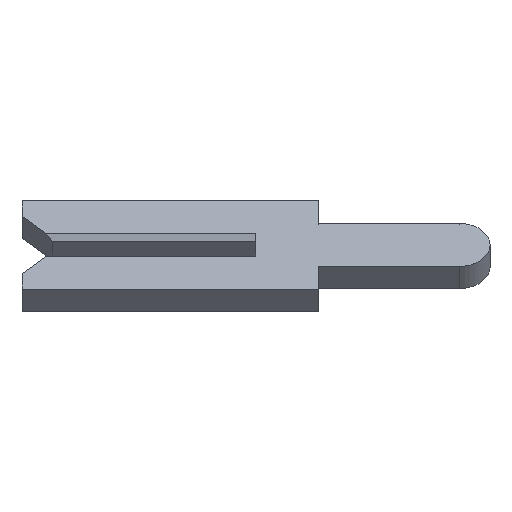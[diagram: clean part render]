
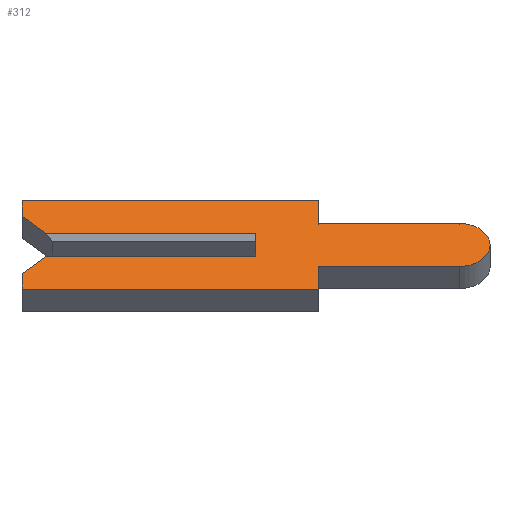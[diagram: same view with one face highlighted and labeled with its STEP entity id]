
A CAD part, left-side view. The second image highlights one B-rep face of the part: STEP entity #312.
In plain terms, the highlighted face is planar.
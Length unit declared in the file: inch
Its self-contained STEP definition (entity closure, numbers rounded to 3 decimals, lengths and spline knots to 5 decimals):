
#11 = EDGE_LOOP ( 'NONE', ( #146, #863, #306, #67, #511, #401, #492, #483, #874, #389, #481, #33, #288, #20 ) ) ;
#20 = ORIENTED_EDGE ( 'NONE', *, *, #568, .F. ) ;
#33 = ORIENTED_EDGE ( 'NONE', *, *, #157, .F. ) ;
#35 = CARTESIAN_POINT ( 'NONE',  ( -0.01, 0.15, 0.01 ) ) ;
#46 = DIRECTION ( 'NONE',  ( 0., -1., 0. ) ) ;
#53 = VECTOR ( 'NONE', #488, 39.37008 ) ;
#67 = ORIENTED_EDGE ( 'NONE', *, *, #720, .F. ) ;
#78 = DIRECTION ( 'NONE',  ( 0., -1., 0. ) ) ;
#79 = VERTEX_POINT ( 'NONE', #257 ) ;
#80 = DIRECTION ( 'NONE',  ( 0., 0., -1. ) ) ;
#89 = CARTESIAN_POINT ( 'NONE',  ( -0.01, 0.1305, -0.0065 ) ) ;
#95 = VERTEX_POINT ( 'NONE', #865 ) ;
#103 = EDGE_CURVE ( 'NONE', #839, #280, #832, .T. ) ;
#107 = EDGE_CURVE ( 'NONE', #79, #535, #278, .T. ) ;
#112 = CARTESIAN_POINT ( 'NONE',  ( -0.01, 0.134, 0.01 ) ) ;
#120 = VECTOR ( 'NONE', #80, 39.37008 ) ;
#125 = VECTOR ( 'NONE', #355, 39.37008 ) ;
#128 = CARTESIAN_POINT ( 'NONE',  ( -0.01, -0.04, 0.04 ) ) ;
#144 = CARTESIAN_POINT ( 'NONE',  ( -0.01, -0.1305, -0.01 ) ) ;
#145 = CIRCLE ( 'NONE', #789, 0.0195 ) ;
#146 = ORIENTED_EDGE ( 'NONE', *, *, #103, .T. ) ;
#150 = EDGE_CURVE ( 'NONE', #328, #781, #597, .T. ) ;
#157 = EDGE_CURVE ( 'NONE', #793, #651, #769, .T. ) ;
#158 = CARTESIAN_POINT ( 'NONE',  ( -0.01, -0.04, 0.0195 ) ) ;
#167 = CARTESIAN_POINT ( 'NONE',  ( -0.01, 0.15, 0.026 ) ) ;
#182 = DIRECTION ( 'NONE',  ( 0., 0., 1. ) ) ;
#192 = LINE ( 'NONE', #519, #688 ) ;
#210 = DIRECTION ( 'NONE',  ( 0., -1., 0. ) ) ;
#214 = DIRECTION ( 'NONE',  ( 0., -1., 0. ) ) ;
#216 = EDGE_CURVE ( 'NONE', #651, #440, #830, .T. ) ;
#219 = CARTESIAN_POINT ( 'NONE',  ( -0.01, 0., -0.01 ) ) ;
#228 = CARTESIAN_POINT ( 'NONE',  ( -0.01, 0.1305, 0.0065 ) ) ;
#238 = VERTEX_POINT ( 'NONE', #819 ) ;
#240 = CARTESIAN_POINT ( 'NONE',  ( -0.01, 0.15, -0.04 ) ) ;
#243 = AXIS2_PLACEMENT_3D ( 'NONE', #626, #490, #689 ) ;
#246 = CARTESIAN_POINT ( 'NONE',  ( -0.01, 0., 0.0065 ) ) ;
#247 = CARTESIAN_POINT ( 'NONE',  ( -0.01, -0.04, -0.0195 ) ) ;
#248 = VECTOR ( 'NONE', #214, 39.37008 ) ;
#257 = CARTESIAN_POINT ( 'NONE',  ( -0.01, -0.1305, -0.0195 ) ) ;
#263 = LINE ( 'NONE', #437, #425 ) ;
#272 = DIRECTION ( 'NONE',  ( 0., 0., -1. ) ) ;
#278 = LINE ( 'NONE', #247, #53 ) ;
#280 = VERTEX_POINT ( 'NONE', #287 ) ;
#287 = CARTESIAN_POINT ( 'NONE',  ( -0.01, 0., 0.01 ) ) ;
#288 = ORIENTED_EDGE ( 'NONE', *, *, #802, .F. ) ;
#301 = CARTESIAN_POINT ( 'NONE',  ( -0.01, -0.04, -0.04 ) ) ;
#305 = LINE ( 'NONE', #89, #671 ) ;
#306 = ORIENTED_EDGE ( 'NONE', *, *, #396, .F. ) ;
#312 = ADVANCED_FACE ( 'NONE', ( #673 ), #894, .F. ) ;
#316 = VECTOR ( 'NONE', #501, 39.37008 ) ;
#325 = CARTESIAN_POINT ( 'NONE',  ( -0.01, 0.15, -0.026 ) ) ;
#328 = VERTEX_POINT ( 'NONE', #828 ) ;
#329 = VERTEX_POINT ( 'NONE', #219 ) ;
#355 = DIRECTION ( 'NONE',  ( 0., 1., 0. ) ) ;
#375 = CARTESIAN_POINT ( 'NONE',  ( -0.01, -0.04, -0.0195 ) ) ;
#377 = LINE ( 'NONE', #494, #585 ) ;
#389 = ORIENTED_EDGE ( 'NONE', *, *, #503, .F. ) ;
#390 = EDGE_CURVE ( 'NONE', #781, #766, #377, .T. ) ;
#396 = EDGE_CURVE ( 'NONE', #95, #329, #742, .T. ) ;
#401 = ORIENTED_EDGE ( 'NONE', *, *, #150, .F. ) ;
#425 = VECTOR ( 'NONE', #78, 39.37008 ) ;
#437 = CARTESIAN_POINT ( 'NONE',  ( -0.01, -0.04, 0.0195 ) ) ;
#440 = VERTEX_POINT ( 'NONE', #158 ) ;
#456 = CARTESIAN_POINT ( 'NONE',  ( -0.01, -0.04, 0.04 ) ) ;
#459 = EDGE_CURVE ( 'NONE', #238, #79, #145, .T. ) ;
#481 = ORIENTED_EDGE ( 'NONE', *, *, #216, .F. ) ;
#483 = ORIENTED_EDGE ( 'NONE', *, *, #107, .F. ) ;
#485 = CARTESIAN_POINT ( 'NONE',  ( -0.01, 0.15, -0.04 ) ) ;
#488 = DIRECTION ( 'NONE',  ( 0., 1., 0. ) ) ;
#490 = DIRECTION ( 'NONE',  ( 1., 0., 0. ) ) ;
#492 = ORIENTED_EDGE ( 'NONE', *, *, #593, .F. ) ;
#494 = CARTESIAN_POINT ( 'NONE',  ( -0.01, 0.15, -0.026 ) ) ;
#495 = DIRECTION ( 'NONE',  ( 0., 0., 1. ) ) ;
#500 = VERTEX_POINT ( 'NONE', #167 ) ;
#501 = DIRECTION ( 'NONE',  ( 0., 0.707, 0.707 ) ) ;
#503 = EDGE_CURVE ( 'NONE', #440, #238, #263, .T. ) ;
#510 = LINE ( 'NONE', #228, #316 ) ;
#511 = ORIENTED_EDGE ( 'NONE', *, *, #390, .F. ) ;
#519 = CARTESIAN_POINT ( 'NONE',  ( -0.01, 0.15, 0.026 ) ) ;
#535 = VERTEX_POINT ( 'NONE', #375 ) ;
#551 = LINE ( 'NONE', #246, #862 ) ;
#568 = EDGE_CURVE ( 'NONE', #839, #500, #510, .T. ) ;
#580 = DIRECTION ( 'NONE',  ( 0., 0., -1. ) ) ;
#585 = VECTOR ( 'NONE', #495, 39.37008 ) ;
#593 = EDGE_CURVE ( 'NONE', #535, #328, #792, .T. ) ;
#597 = LINE ( 'NONE', #485, #125 ) ;
#615 = CARTESIAN_POINT ( 'NONE',  ( -0.01, 0.15, 0.04 ) ) ;
#626 = CARTESIAN_POINT ( 'NONE',  ( -0.01, -0.1305, 0. ) ) ;
#636 = VECTOR ( 'NONE', #46, 39.37008 ) ;
#647 = DIRECTION ( 'NONE',  ( 0., 0., 1. ) ) ;
#651 = VERTEX_POINT ( 'NONE', #456 ) ;
#655 = DIRECTION ( 'NONE',  ( 0., -0.707, 0.707 ) ) ;
#671 = VECTOR ( 'NONE', #655, 39.37008 ) ;
#673 = FACE_OUTER_BOUND ( 'NONE', #11, .T. ) ;
#688 = VECTOR ( 'NONE', #647, 39.37008 ) ;
#689 = DIRECTION ( 'NONE',  ( 0., 0., -1. ) ) ;
#706 = CARTESIAN_POINT ( 'NONE',  ( -0.01, -0.1305, 0. ) ) ;
#715 = VECTOR ( 'NONE', #210, 39.37008 ) ;
#720 = EDGE_CURVE ( 'NONE', #766, #95, #305, .T. ) ;
#735 = VECTOR ( 'NONE', #272, 39.37008 ) ;
#742 = LINE ( 'NONE', #144, #248 ) ;
#752 = EDGE_CURVE ( 'NONE', #329, #280, #551, .T. ) ;
#766 = VERTEX_POINT ( 'NONE', #325 ) ;
#769 = LINE ( 'NONE', #615, #715 ) ;
#781 = VERTEX_POINT ( 'NONE', #240 ) ;
#785 = CARTESIAN_POINT ( 'NONE',  ( -0.01, 0.15, 0.04 ) ) ;
#789 = AXIS2_PLACEMENT_3D ( 'NONE', #706, #833, #580 ) ;
#792 = LINE ( 'NONE', #301, #120 ) ;
#793 = VERTEX_POINT ( 'NONE', #785 ) ;
#802 = EDGE_CURVE ( 'NONE', #500, #793, #192, .T. ) ;
#819 = CARTESIAN_POINT ( 'NONE',  ( -0.01, -0.1305, 0.0195 ) ) ;
#828 = CARTESIAN_POINT ( 'NONE',  ( -0.01, -0.04, -0.04 ) ) ;
#830 = LINE ( 'NONE', #128, #735 ) ;
#832 = LINE ( 'NONE', #35, #636 ) ;
#833 = DIRECTION ( 'NONE',  ( 1., 0., 0. ) ) ;
#839 = VERTEX_POINT ( 'NONE', #112 ) ;
#862 = VECTOR ( 'NONE', #182, 39.37008 ) ;
#863 = ORIENTED_EDGE ( 'NONE', *, *, #752, .F. ) ;
#865 = CARTESIAN_POINT ( 'NONE',  ( -0.01, 0.134, -0.01 ) ) ;
#874 = ORIENTED_EDGE ( 'NONE', *, *, #459, .F. ) ;
#894 = PLANE ( 'NONE',  #243 ) ;
